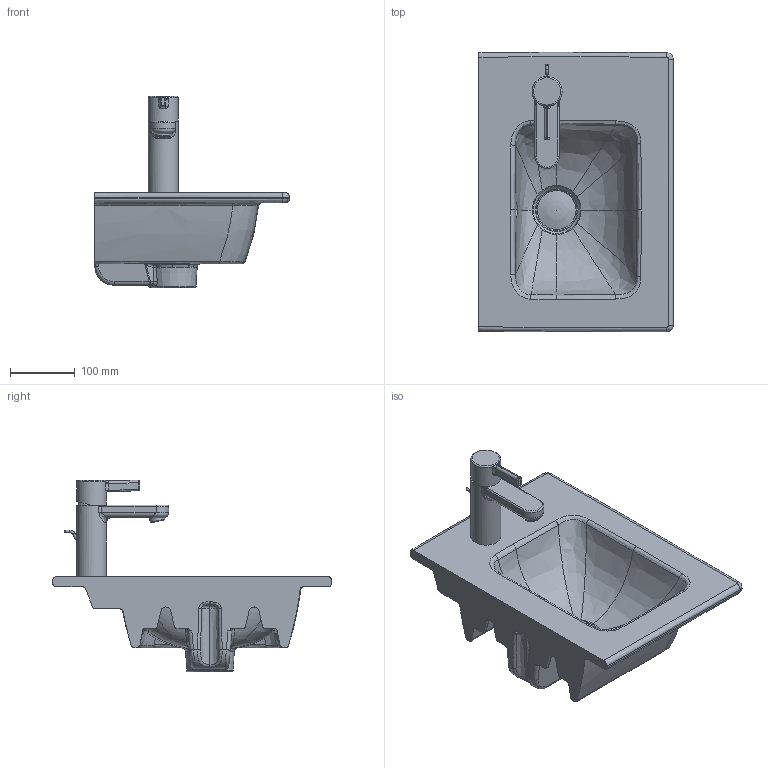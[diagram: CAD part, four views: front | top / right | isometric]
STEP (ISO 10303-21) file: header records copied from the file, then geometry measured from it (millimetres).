
FILE_DESCRIPTION((''),'2;1');
FILE_NAME('072343.stp','2016-06-08T11:00:30',('Administrator'),(''),'Autodesk Inventor 2011','Autodesk Inventor 2011','');
FILE_SCHEMA(('CONFIG_CONTROL_DESIGN'));
Length unit declared in the file: millimetre
Products named in the file (10): 072343; Armatur Durastyle Waschtisch; Fassung Sieb; Griff; Gehäuse; Hebel_Ventil; Gleitring; Kelch; Stopfen
Assembly tree (9 placements, depth 3):
  072343
    072343
    Armatur Durastyle Waschtisch
      Fassung Sieb
      Griff
      Gehäuse
      Hebel_Ventil
      Gleitring
    Kelch
    Stopfen
Bounding box: 299.79 x 430.72 x 295.56 mm (x, y, z)
Volume: 4159292.6 mm3; surface area: 526945.7 mm2
Topology: 7 solids, 9 shells, 412 faces, 1009 edges, 597 vertices
Faces by surface type: bspline 196, cylinder 97, plane 84, torus 17, sphere 12, cone 6
Full cylindrical faces by diameter (mm): 4 x2, 20 x1, 20.15 x1, 21.15 x1, 23.15 x1, 35 x1, 42 x1, 44 x1, 46 x2, 60 x1
Entity records: 42338 total; most frequent: CARTESIAN_POINT 33280, ORIENTED_EDGE 1910, DIRECTION 1424, EDGE_CURVE 957, VERTEX_POINT 586, AXIS2_PLACEMENT_3D 576, EDGE_LOOP 465, FACE_OUTER_BOUND 411
